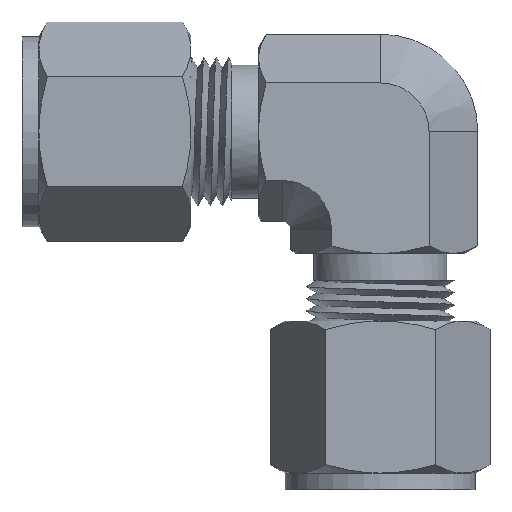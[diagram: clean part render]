
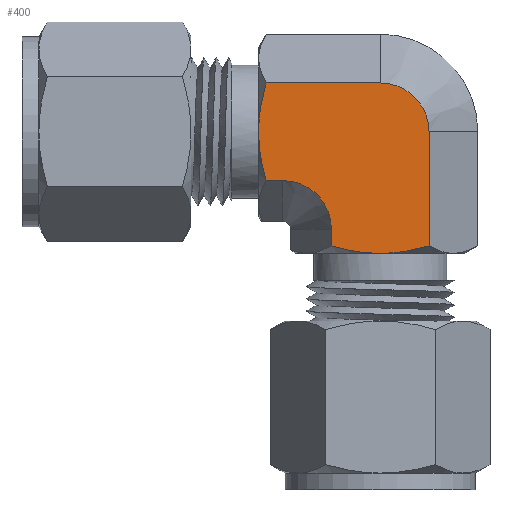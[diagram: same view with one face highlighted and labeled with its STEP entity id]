
A CAD part, front view. The second image highlights one B-rep face of the part: STEP entity #400.
In plain terms, the highlighted planar face has unit normal (0, -1, 0).
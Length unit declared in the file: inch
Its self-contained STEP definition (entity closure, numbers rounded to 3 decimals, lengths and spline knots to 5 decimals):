
#242 = VERTEX_POINT ( 'NONE', #1264 ) ;
#273 = VERTEX_POINT ( 'NONE', #1365 ) ;
#286 = VERTEX_POINT ( 'NONE', #1353 ) ;
#303 = EDGE_CURVE ( 'NONE', #242, #312, #1373, .T. ) ;
#312 = VERTEX_POINT ( 'NONE', #1453 ) ;
#317 = EDGE_CURVE ( 'NONE', #319, #242, #1458, .T. ) ;
#319 = VERTEX_POINT ( 'NONE', #1443 ) ;
#320 = EDGE_CURVE ( 'NONE', #319, #273, #1479, .T. ) ;
#323 = EDGE_CURVE ( 'NONE', #324, #312, #1468, .T. ) ;
#324 = VERTEX_POINT ( 'NONE', #1541 ) ;
#325 = ORIENTED_EDGE ( 'NONE', *, *, #303, .T. ) ;
#326 = ORIENTED_EDGE ( 'NONE', *, *, #339, .F. ) ;
#327 = EDGE_CURVE ( 'NONE', #328, #324, #1535, .T. ) ;
#328 = VERTEX_POINT ( 'NONE', #1534 ) ;
#329 = VERTEX_POINT ( 'NONE', #1539 ) ;
#332 = ORIENTED_EDGE ( 'NONE', *, *, #327, .F. ) ;
#339 = EDGE_CURVE ( 'NONE', #347, #328, #1528, .T. ) ;
#340 = EDGE_LOOP ( 'NONE', ( #402, #325, #401, #332, #326, #391, #342, #390, #396, #394 ) ) ;
#341 = VERTEX_POINT ( 'NONE', #1518 ) ;
#342 = ORIENTED_EDGE ( 'NONE', *, *, #392, .F. ) ;
#347 = VERTEX_POINT ( 'NONE', #1569 ) ;
#360 = EDGE_CURVE ( 'NONE', #286, #273, #1596, .T. ) ;
#388 = EDGE_CURVE ( 'NONE', #329, #347, #1644, .T. ) ;
#390 = ORIENTED_EDGE ( 'NONE', *, *, #398, .T. ) ;
#391 = ORIENTED_EDGE ( 'NONE', *, *, #388, .F. ) ;
#392 = EDGE_CURVE ( 'NONE', #341, #329, #1629, .T. ) ;
#394 = ORIENTED_EDGE ( 'NONE', *, *, #320, .F. ) ;
#396 = ORIENTED_EDGE ( 'NONE', *, *, #360, .T. ) ;
#398 = EDGE_CURVE ( 'NONE', #341, #286, #1668, .T. ) ;
#400 = ADVANCED_FACE ( 'NONE', ( #1669 ), #1670, .T. ) ;
#401 = ORIENTED_EDGE ( 'NONE', *, *, #323, .F. ) ;
#402 = ORIENTED_EDGE ( 'NONE', *, *, #317, .T. ) ;
#1264 = CARTESIAN_POINT ( 'NONE',  ( 0.91566, -0.25, -0.28868 ) ) ;
#1353 = CARTESIAN_POINT ( 'NONE',  ( 0.7, -0.25, 0. ) ) ;
#1365 = CARTESIAN_POINT ( 'NONE',  ( 0.72233, -0.25, -0.14434 ) ) ;
#1372 = CARTESIAN_POINT ( 'NONE',  ( 0.91566, -0.25, 0.07217 ) ) ;
#1373 = LINE ( 'NONE', #1372, #1400 ) ;
#1399 = DIRECTION ( 'NONE',  ( 0., 0., -1. ) ) ;
#1400 = VECTOR ( 'NONE', #1399, 39.37008 ) ;
#1442 = AXIS2_PLACEMENT_3D ( 'NONE', #1485, #1484, #1483 ) ;
#1443 = CARTESIAN_POINT ( 'NONE',  ( 0.77132, -0.25, -0.14434 ) ) ;
#1453 = CARTESIAN_POINT ( 'NONE',  ( 0.91566, -0.25, -0.33767 ) ) ;
#1458 = CIRCLE ( 'NONE', #1442, 0.14434 ) ;
#1463 = CARTESIAN_POINT ( 'NONE',  ( 0.91566, -0.25, -0.33767 ) ) ;
#1464 = CARTESIAN_POINT ( 'NONE',  ( 0.96282, -0.25, -0.35128 ) ) ;
#1465 = CARTESIAN_POINT ( 'NONE',  ( 1.01074, -0.25, -0.36 ) ) ;
#1466 = CARTESIAN_POINT ( 'NONE',  ( 1.06, -0.25, -0.36 ) ) ;
#1468 = B_SPLINE_CURVE_WITH_KNOTS ( 'NONE', 3,
 ( #1466, #1465, #1464, #1463 ),
 .UNSPECIFIED., .F., .F.,
 ( 4, 4 ),
 ( 0., 0.00371 ),
 .UNSPECIFIED. ) ;
#1476 = DIRECTION ( 'NONE',  ( -1., 0., 0. ) ) ;
#1477 = VECTOR ( 'NONE', #1476, 39.37008 ) ;
#1478 = CARTESIAN_POINT ( 'NONE',  ( 0.7, -0.25, -0.14434 ) ) ;
#1479 = LINE ( 'NONE', #1478, #1477 ) ;
#1483 = DIRECTION ( 'NONE',  ( 1., 0., 0. ) ) ;
#1484 = DIRECTION ( 'NONE',  ( 0., 1., 0. ) ) ;
#1485 = CARTESIAN_POINT ( 'NONE',  ( 0.77132, -0.25, -0.28868 ) ) ;
#1518 = CARTESIAN_POINT ( 'NONE',  ( 0.72233, -0.25, 0.14434 ) ) ;
#1528 = LINE ( 'NONE', #1562, #1561 ) ;
#1530 = CARTESIAN_POINT ( 'NONE',  ( 1.06, -0.25, -0.36 ) ) ;
#1531 = CARTESIAN_POINT ( 'NONE',  ( 1.10926, -0.25, -0.36 ) ) ;
#1532 = CARTESIAN_POINT ( 'NONE',  ( 1.15718, -0.25, -0.35128 ) ) ;
#1533 = CARTESIAN_POINT ( 'NONE',  ( 1.20434, -0.25, -0.33767 ) ) ;
#1534 = CARTESIAN_POINT ( 'NONE',  ( 1.20434, -0.25, -0.33767 ) ) ;
#1535 = B_SPLINE_CURVE_WITH_KNOTS ( 'NONE', 3,
 ( #1533, #1532, #1531, #1530 ),
 .UNSPECIFIED., .F., .F.,
 ( 4, 4 ),
 ( 0., 0.00371 ),
 .UNSPECIFIED. ) ;
#1539 = CARTESIAN_POINT ( 'NONE',  ( 1.06, -0.25, 0.14434 ) ) ;
#1541 = CARTESIAN_POINT ( 'NONE',  ( 1.06, -0.25, -0.36 ) ) ;
#1560 = DIRECTION ( 'NONE',  ( 0., 0., -1. ) ) ;
#1561 = VECTOR ( 'NONE', #1560, 39.37008 ) ;
#1562 = CARTESIAN_POINT ( 'NONE',  ( 1.20434, -0.25, 0. ) ) ;
#1569 = CARTESIAN_POINT ( 'NONE',  ( 1.20434, -0.25, 0. ) ) ;
#1575 = CARTESIAN_POINT ( 'NONE',  ( 0.72233, -0.25, -0.14434 ) ) ;
#1576 = CARTESIAN_POINT ( 'NONE',  ( 0.70872, -0.25, -0.09718 ) ) ;
#1577 = CARTESIAN_POINT ( 'NONE',  ( 0.7, -0.25, -0.04926 ) ) ;
#1578 = CARTESIAN_POINT ( 'NONE',  ( 0.7, -0.25, 0. ) ) ;
#1596 = B_SPLINE_CURVE_WITH_KNOTS ( 'NONE', 3,
 ( #1578, #1577, #1576, #1575 ),
 .UNSPECIFIED., .F., .F.,
 ( 4, 4 ),
 ( 0., 0.00371 ),
 .UNSPECIFIED. ) ;
#1605 = DIRECTION ( 'NONE',  ( 0., -1., 0. ) ) ;
#1626 = DIRECTION ( 'NONE',  ( 1., 0., 0. ) ) ;
#1627 = VECTOR ( 'NONE', #1626, 39.37008 ) ;
#1628 = CARTESIAN_POINT ( 'NONE',  ( 0.7, -0.25, 0.14434 ) ) ;
#1629 = LINE ( 'NONE', #1628, #1627 ) ;
#1630 = DIRECTION ( 'NONE',  ( -1., 0., 0. ) ) ;
#1631 = DIRECTION ( 'NONE',  ( 0., 1., 0. ) ) ;
#1632 = CARTESIAN_POINT ( 'NONE',  ( 1.06, -0.25, 0. ) ) ;
#1633 = AXIS2_PLACEMENT_3D ( 'NONE', #1632, #1631, #1630 ) ;
#1634 = AXIS2_PLACEMENT_3D ( 'NONE', #1674, #1605, #1661 ) ;
#1644 = CIRCLE ( 'NONE', #1633, 0.14434 ) ;
#1661 = DIRECTION ( 'NONE',  ( 1., 0., 0. ) ) ;
#1663 = CARTESIAN_POINT ( 'NONE',  ( 0.7, -0.25, 0. ) ) ;
#1664 = CARTESIAN_POINT ( 'NONE',  ( 0.7, -0.25, 0.04926 ) ) ;
#1665 = CARTESIAN_POINT ( 'NONE',  ( 0.70872, -0.25, 0.09718 ) ) ;
#1666 = CARTESIAN_POINT ( 'NONE',  ( 0.72233, -0.25, 0.14434 ) ) ;
#1668 = B_SPLINE_CURVE_WITH_KNOTS ( 'NONE', 3,
 ( #1666, #1665, #1664, #1663 ),
 .UNSPECIFIED., .F., .F.,
 ( 4, 4 ),
 ( 0., 0.00371 ),
 .UNSPECIFIED. ) ;
#1669 = FACE_OUTER_BOUND ( 'NONE', #340, .T. ) ;
#1670 = PLANE ( 'NONE',  #1634 ) ;
#1674 = CARTESIAN_POINT ( 'NONE',  ( 1.06, -0.25, 0.07217 ) ) ;
